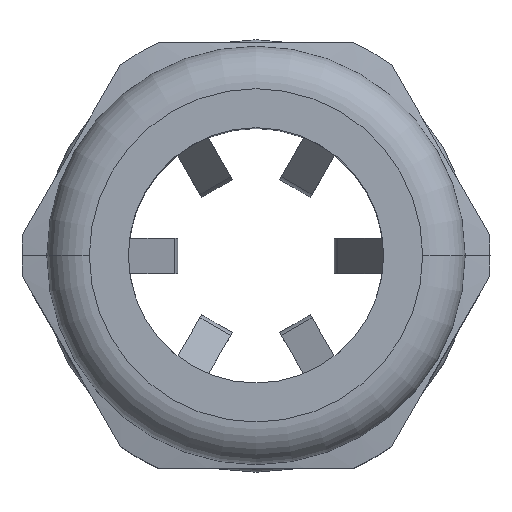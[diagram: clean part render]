
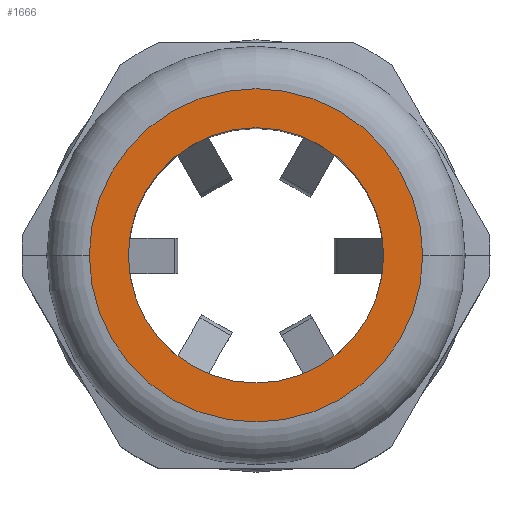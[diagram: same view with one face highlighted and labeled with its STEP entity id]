
A CAD part, top view. The second image highlights one B-rep face of the part: STEP entity #1666.
In plain terms, the highlighted planar face has unit normal (0, 0, 1).
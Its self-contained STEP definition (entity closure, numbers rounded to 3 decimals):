
#96 = AXIS2_PLACEMENT_3D ( 'NONE', #1139, #1138, #1137 ) ;
#98 = FACE_OUTER_BOUND ( 'NONE', #370, .T. ) ;
#103 = FACE_BOUND ( 'NONE', #369, .T. ) ;
#369 = EDGE_LOOP ( 'NONE', ( #2073, #2075 ) ) ;
#370 = EDGE_LOOP ( 'NONE', ( #2072, #2076 ) ) ;
#462 = VERTEX_POINT ( 'NONE', #2893 ) ;
#463 = VERTEX_POINT ( 'NONE', #2892 ) ;
#470 = VERTEX_POINT ( 'NONE', #2885 ) ;
#471 = VERTEX_POINT ( 'NONE', #2884 ) ;
#520 = AXIS2_PLACEMENT_3D ( 'NONE', #2396, #2392, #2391 ) ;
#522 = AXIS2_PLACEMENT_3D ( 'NONE', #2390, #2389, #2388 ) ;
#556 = AXIS2_PLACEMENT_3D ( 'NONE', #2364, #2363, #2362 ) ;
#796 = DIRECTION ( 'NONE',  ( 1., 0., 0. ) ) ;
#797 = DIRECTION ( 'NONE',  ( 0., 0., 1. ) ) ;
#798 = CARTESIAN_POINT ( 'NONE',  ( 0., 0., 33. ) ) ;
#1137 = DIRECTION ( 'NONE',  ( 1., 0., 0. ) ) ;
#1138 = DIRECTION ( 'NONE',  ( 0., 0., 1. ) ) ;
#1139 = CARTESIAN_POINT ( 'NONE',  ( 0., 0., 33. ) ) ;
#1140 = PLANE ( 'NONE',  #96 ) ;
#1423 = CIRCLE ( 'NONE', #1817, 9. ) ;
#1488 = CIRCLE ( 'NONE', #556, 11.75 ) ;
#1491 = CIRCLE ( 'NONE', #522, 11.75 ) ;
#1492 = CIRCLE ( 'NONE', #520, 9. ) ;
#1581 = EDGE_CURVE ( 'NONE', #462, #463, #1492, .T. ) ;
#1582 = EDGE_CURVE ( 'NONE', #470, #471, #1491, .T. ) ;
#1590 = EDGE_CURVE ( 'NONE', #471, #470, #1488, .T. ) ;
#1666 = ADVANCED_FACE ( 'NONE', ( #103, #98 ), #1140, .T. ) ;
#1767 = EDGE_CURVE ( 'NONE', #463, #462, #1423, .T. ) ;
#1817 = AXIS2_PLACEMENT_3D ( 'NONE', #798, #797, #796 ) ;
#2072 = ORIENTED_EDGE ( 'NONE', *, *, #1590, .T. ) ;
#2073 = ORIENTED_EDGE ( 'NONE', *, *, #1767, .F. ) ;
#2075 = ORIENTED_EDGE ( 'NONE', *, *, #1581, .F. ) ;
#2076 = ORIENTED_EDGE ( 'NONE', *, *, #1582, .T. ) ;
#2362 = DIRECTION ( 'NONE',  ( 1., 0., 0. ) ) ;
#2363 = DIRECTION ( 'NONE',  ( 0., 0., 1. ) ) ;
#2364 = CARTESIAN_POINT ( 'NONE',  ( 0., 0., 33. ) ) ;
#2388 = DIRECTION ( 'NONE',  ( 1., 0., 0. ) ) ;
#2389 = DIRECTION ( 'NONE',  ( 0., 0., 1. ) ) ;
#2390 = CARTESIAN_POINT ( 'NONE',  ( 0., 0., 33. ) ) ;
#2391 = DIRECTION ( 'NONE',  ( 1., 0., 0. ) ) ;
#2392 = DIRECTION ( 'NONE',  ( 0., 0., 1. ) ) ;
#2396 = CARTESIAN_POINT ( 'NONE',  ( 0., 0., 33. ) ) ;
#2884 = CARTESIAN_POINT ( 'NONE',  ( 11.75, 0., 33. ) ) ;
#2885 = CARTESIAN_POINT ( 'NONE',  ( -11.75, 0., 33. ) ) ;
#2892 = CARTESIAN_POINT ( 'NONE',  ( 9., 0., 33. ) ) ;
#2893 = CARTESIAN_POINT ( 'NONE',  ( -9., 0., 33. ) ) ;
